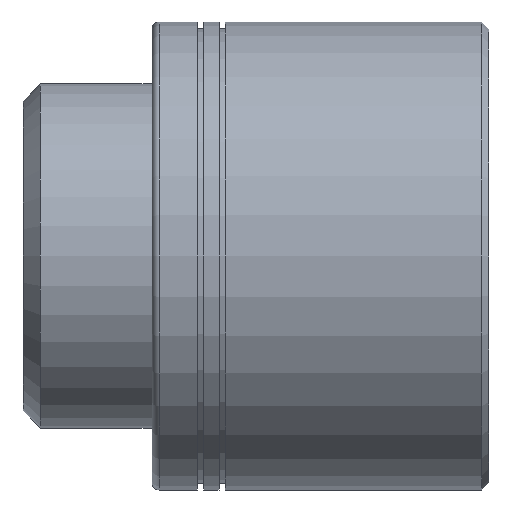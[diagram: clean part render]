
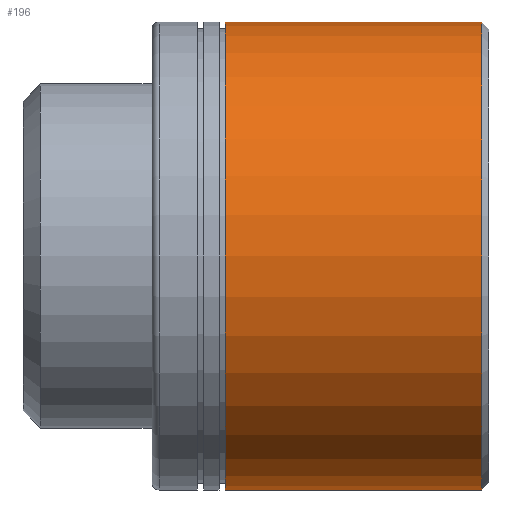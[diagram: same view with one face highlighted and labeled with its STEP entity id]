
A CAD part, front view. The second image highlights one B-rep face of the part: STEP entity #196.
In plain terms, the highlighted cylindrical face has radius 2.78 mm (diameter 5.56 mm), a partial arc.
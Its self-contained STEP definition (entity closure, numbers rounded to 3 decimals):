
#196=ADVANCED_FACE('',(#535),#536,.T.);
#535=FACE_OUTER_BOUND('',#1036,.T.);
#536=CYLINDRICAL_SURFACE('',#1037,2.78);
#1036=EDGE_LOOP('',(#1566,#1567,#1568,#1569));
#1037=AXIS2_PLACEMENT_3D('',#1570,#1571,#1572);
#1566=ORIENTED_EDGE('',*,*,#2959,.F.);
#1567=ORIENTED_EDGE('',*,*,#2960,.T.);
#1568=ORIENTED_EDGE('',*,*,#2961,.F.);
#1569=ORIENTED_EDGE('',*,*,#2962,.F.);
#1570=CARTESIAN_POINT('',(3.924,0.0,0.));
#1571=DIRECTION('',(-1.0,0.0,0.));
#1572=DIRECTION('',(0.,0.0,-1.0));
#2959=EDGE_CURVE('',#3534,#3535,#3536,.T.);
#2960=EDGE_CURVE('',#3534,#3537,#3538,.T.);
#2961=EDGE_CURVE('',#3539,#3537,#3540,.T.);
#2962=EDGE_CURVE('',#3535,#3539,#3541,.T.);
#3534=VERTEX_POINT('',#4353);
#3535=VERTEX_POINT('',#4354);
#3536=LINE('',#4355,#4356);
#3537=VERTEX_POINT('',#4357);
#3538=CIRCLE('',#4358,2.78);
#3539=VERTEX_POINT('',#4359);
#3540=LINE('',#4360,#4361);
#3541=CIRCLE('',#4362,2.78);
#4353=CARTESIAN_POINT('',(5.447,0.,-2.78));
#4354=CARTESIAN_POINT('',(2.402,0.,-2.78));
#4355=CARTESIAN_POINT('',(3.924,0.,-2.78));
#4356=VECTOR('',#5487,1.0);
#4357=CARTESIAN_POINT('',(5.447,0.,2.78));
#4358=AXIS2_PLACEMENT_3D('',#5488,#5489,#5490);
#4359=CARTESIAN_POINT('',(2.402,0.,2.78));
#4360=CARTESIAN_POINT('',(3.924,0.,2.78));
#4361=VECTOR('',#5491,1.0);
#4362=AXIS2_PLACEMENT_3D('',#5492,#5493,#5494);
#5487=DIRECTION('',(-1.0,0.0,0.));
#5488=CARTESIAN_POINT('',(5.447,0.0,0.));
#5489=DIRECTION('',(-1.0,0.0,0.));
#5490=DIRECTION('',(0.,0.0,-1.0));
#5491=DIRECTION('',(1.0,-0.0,0.));
#5492=CARTESIAN_POINT('',(2.402,0.0,0.));
#5493=DIRECTION('',(-1.0,0.0,0.));
#5494=DIRECTION('',(0.,0.0,-1.0));
